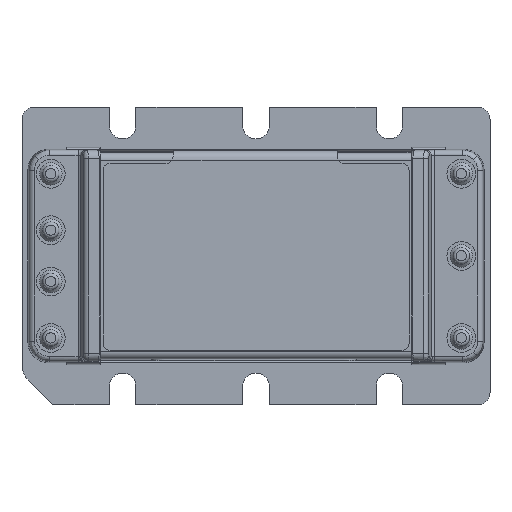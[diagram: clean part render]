
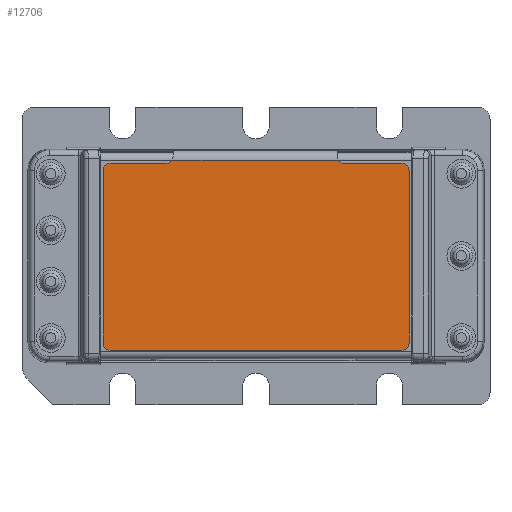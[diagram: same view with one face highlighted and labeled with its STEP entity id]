
A CAD part, top view. The second image highlights one B-rep face of the part: STEP entity #12706.
In plain terms, the highlighted planar face has unit normal (0, 0, 1).
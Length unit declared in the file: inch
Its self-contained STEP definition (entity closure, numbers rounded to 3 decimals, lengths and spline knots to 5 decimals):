
#891 = CARTESIAN_POINT ( 'NONE',  ( -1.07634, 0.91735, 0.07319 ) ) ;
#913 = CARTESIAN_POINT ( 'NONE',  ( 0.37966, 0.95235, 0.07319 ) ) ;
#974 = CARTESIAN_POINT ( 'NONE',  ( 0.37966, 0.04235, 0.07319 ) ) ;
#976 = CARTESIAN_POINT ( 'NONE',  ( 0.09966, 0.95235, 0.07319 ) ) ;
#1002 = DIRECTION ( 'NONE',  ( -1., 0., 0. ) ) ;
#1003 = VECTOR ( 'NONE', #1002, 39.37008 ) ;
#1004 = CARTESIAN_POINT ( 'NONE',  ( 0.37966, 0.95235, 0.07319 ) ) ;
#1005 = LINE ( 'NONE', #1004, #1003 ) ;
#1041 = CARTESIAN_POINT ( 'NONE',  ( -1.07634, 0.07735, 0.07319 ) ) ;
#1067 = DIRECTION ( 'NONE',  ( 1., 0., 0. ) ) ;
#1068 = VECTOR ( 'NONE', #1067, 39.37008 ) ;
#1069 = CARTESIAN_POINT ( 'NONE',  ( 0.37966, 0.04235, 0.07319 ) ) ;
#1070 = LINE ( 'NONE', #1069, #1068 ) ;
#1076 = CARTESIAN_POINT ( 'NONE',  ( -1.04134, 0.04235, 0.07319 ) ) ;
#1111 = VECTOR ( 'NONE', #1180, 39.37008 ) ;
#1137 = CIRCLE ( 'NONE', #1155, 0.035 ) ;
#1152 = DIRECTION ( 'NONE',  ( 1., 0., 0. ) ) ;
#1153 = DIRECTION ( 'NONE',  ( 0., 0., 1. ) ) ;
#1154 = CARTESIAN_POINT ( 'NONE',  ( 0.37966, 0.91735, 0.07319 ) ) ;
#1155 = AXIS2_PLACEMENT_3D ( 'NONE', #1154, #1153, #1152 ) ;
#1162 = CIRCLE ( 'NONE', #1167, 0.035 ) ;
#1163 = DIRECTION ( 'NONE',  ( -1., 0., 0. ) ) ;
#1164 = VECTOR ( 'NONE', #1163, 39.37008 ) ;
#1165 = CARTESIAN_POINT ( 'NONE',  ( -0.77034, 0.95235, 0.07319 ) ) ;
#1167 = AXIS2_PLACEMENT_3D ( 'NONE', #1174, #1168, #1220 ) ;
#1168 = DIRECTION ( 'NONE',  ( 0., 0., -1. ) ) ;
#1174 = CARTESIAN_POINT ( 'NONE',  ( -0.77034, 0.98735, 0.07319 ) ) ;
#1175 = LINE ( 'NONE', #1165, #1164 ) ;
#1180 = DIRECTION ( 'NONE',  ( 0., 1., 0. ) ) ;
#1184 = CARTESIAN_POINT ( 'NONE',  ( 0.41466, 0.07735, 0.07319 ) ) ;
#1185 = CARTESIAN_POINT ( 'NONE',  ( 0.41466, 0.91735, 0.07319 ) ) ;
#1187 = CARTESIAN_POINT ( 'NONE',  ( 0.41466, 0.91735, 0.07319 ) ) ;
#1188 = LINE ( 'NONE', #1187, #1111 ) ;
#1220 = DIRECTION ( 'NONE',  ( 1., 0., 0. ) ) ;
#1221 = CARTESIAN_POINT ( 'NONE',  ( -1.04134, 0.95235, 0.07319 ) ) ;
#1236 = DIRECTION ( 'NONE',  ( -1., 0., 0. ) ) ;
#1237 = DIRECTION ( 'NONE',  ( 0., 0., 1. ) ) ;
#1238 = AXIS2_PLACEMENT_3D ( 'NONE', #1249, #1237, #1236 ) ;
#1239 = CIRCLE ( 'NONE', #1238, 0.035 ) ;
#1249 = CARTESIAN_POINT ( 'NONE',  ( -1.04134, 0.91735, 0.07319 ) ) ;
#1257 = LINE ( 'NONE', #1263, #1259 ) ;
#1259 = VECTOR ( 'NONE', #1302, 39.37008 ) ;
#1260 = DIRECTION ( 'NONE',  ( 1., 0., 0. ) ) ;
#1261 = DIRECTION ( 'NONE',  ( 0., 0., 1. ) ) ;
#1262 = AXIS2_PLACEMENT_3D ( 'NONE', #1275, #1261, #1260 ) ;
#1263 = CARTESIAN_POINT ( 'NONE',  ( -1.07634, 0.91735, 0.07319 ) ) ;
#1273 = CIRCLE ( 'NONE', #1262, 0.035 ) ;
#1275 = CARTESIAN_POINT ( 'NONE',  ( -1.04134, 0.07735, 0.07319 ) ) ;
#1284 = CIRCLE ( 'NONE', #1328, 0.035 ) ;
#1302 = DIRECTION ( 'NONE',  ( 0., -1., 0. ) ) ;
#1326 = DIRECTION ( 'NONE',  ( 1., 0., 0. ) ) ;
#1327 = DIRECTION ( 'NONE',  ( 0., 0., 1. ) ) ;
#1328 = AXIS2_PLACEMENT_3D ( 'NONE', #1335, #1327, #1326 ) ;
#1335 = CARTESIAN_POINT ( 'NONE',  ( 0.37966, 0.07735, 0.07319 ) ) ;
#1442 = CARTESIAN_POINT ( 'NONE',  ( -0.74055, 0.96897, 0.07319 ) ) ;
#1443 = CARTESIAN_POINT ( 'NONE',  ( -0.77034, 0.95235, 0.07319 ) ) ;
#1519 = CARTESIAN_POINT ( 'NONE',  ( -1.04134, 0.96897, 0.07319 ) ) ;
#1520 = LINE ( 'NONE', #1519, #1626 ) ;
#1614 = DIRECTION ( 'NONE',  ( 1., 0., 0. ) ) ;
#1626 = VECTOR ( 'NONE', #1614, 39.37008 ) ;
#1655 = CARTESIAN_POINT ( 'NONE',  ( 0.06988, 0.96897, 0.07319 ) ) ;
#1751 = CIRCLE ( 'NONE', #1827, 0.035 ) ;
#1804 = FACE_OUTER_BOUND ( 'NONE', #12014, .T. ) ;
#1822 = CARTESIAN_POINT ( 'NONE',  ( 0.09966, 0.98735, 0.07319 ) ) ;
#1827 = AXIS2_PLACEMENT_3D ( 'NONE', #1822, #1871, #1870 ) ;
#1870 = DIRECTION ( 'NONE',  ( -1., 0., 0. ) ) ;
#1871 = DIRECTION ( 'NONE',  ( 0., 0., -1. ) ) ;
#1892 = PLANE ( 'NONE',  #1894 ) ;
#1894 = AXIS2_PLACEMENT_3D ( 'NONE', #1927, #1926, #1925 ) ;
#1925 = DIRECTION ( 'NONE',  ( -1., 0., 0. ) ) ;
#1926 = DIRECTION ( 'NONE',  ( 0., 0., 1. ) ) ;
#1927 = CARTESIAN_POINT ( 'NONE',  ( -1.04134, 0.91735, 0.07319 ) ) ;
#12014 = EDGE_LOOP ( 'NONE', ( #12643, #12705, #12707, #12709, #12711, #12712, #12708, #12693, #12710, #12695, #12713, #12698 ) ) ;
#12416 = VERTEX_POINT ( 'NONE', #891 ) ;
#12436 = VERTEX_POINT ( 'NONE', #913 ) ;
#12438 = VERTEX_POINT ( 'NONE', #976 ) ;
#12443 = EDGE_CURVE ( 'NONE', #12436, #12438, #1005, .T. ) ;
#12445 = VERTEX_POINT ( 'NONE', #974 ) ;
#12477 = VERTEX_POINT ( 'NONE', #1041 ) ;
#12482 = EDGE_CURVE ( 'NONE', #12483, #12445, #1070, .T. ) ;
#12483 = VERTEX_POINT ( 'NONE', #1076 ) ;
#12498 = EDGE_CURVE ( 'NONE', #12500, #12436, #1137, .T. ) ;
#12500 = VERTEX_POINT ( 'NONE', #1185 ) ;
#12506 = EDGE_CURVE ( 'NONE', #12507, #12500, #1188, .T. ) ;
#12507 = VERTEX_POINT ( 'NONE', #1184 ) ;
#12514 = EDGE_CURVE ( 'NONE', #12588, #12521, #1175, .T. ) ;
#12516 = EDGE_CURVE ( 'NONE', #12585, #12588, #1162, .T. ) ;
#12521 = VERTEX_POINT ( 'NONE', #1221 ) ;
#12533 = EDGE_CURVE ( 'NONE', #12521, #12416, #1239, .T. ) ;
#12543 = EDGE_CURVE ( 'NONE', #12477, #12483, #1273, .T. ) ;
#12547 = EDGE_CURVE ( 'NONE', #12416, #12477, #1257, .T. ) ;
#12552 = EDGE_CURVE ( 'NONE', #12445, #12507, #1284, .T. ) ;
#12585 = VERTEX_POINT ( 'NONE', #1442 ) ;
#12588 = VERTEX_POINT ( 'NONE', #1443 ) ;
#12638 = EDGE_CURVE ( 'NONE', #12585, #12649, #1520, .T. ) ;
#12643 = ORIENTED_EDGE ( 'NONE', *, *, #12638, .F. ) ;
#12649 = VERTEX_POINT ( 'NONE', #1655 ) ;
#12693 = ORIENTED_EDGE ( 'NONE', *, *, #12552, .T. ) ;
#12695 = ORIENTED_EDGE ( 'NONE', *, *, #12498, .T. ) ;
#12696 = EDGE_CURVE ( 'NONE', #12438, #12649, #1751, .T. ) ;
#12698 = ORIENTED_EDGE ( 'NONE', *, *, #12696, .T. ) ;
#12705 = ORIENTED_EDGE ( 'NONE', *, *, #12516, .T. ) ;
#12706 = ADVANCED_FACE ( 'NONE', ( #1804 ), #1892, .T. ) ;
#12707 = ORIENTED_EDGE ( 'NONE', *, *, #12514, .T. ) ;
#12708 = ORIENTED_EDGE ( 'NONE', *, *, #12482, .T. ) ;
#12709 = ORIENTED_EDGE ( 'NONE', *, *, #12533, .T. ) ;
#12710 = ORIENTED_EDGE ( 'NONE', *, *, #12506, .T. ) ;
#12711 = ORIENTED_EDGE ( 'NONE', *, *, #12547, .T. ) ;
#12712 = ORIENTED_EDGE ( 'NONE', *, *, #12543, .T. ) ;
#12713 = ORIENTED_EDGE ( 'NONE', *, *, #12443, .T. ) ;
